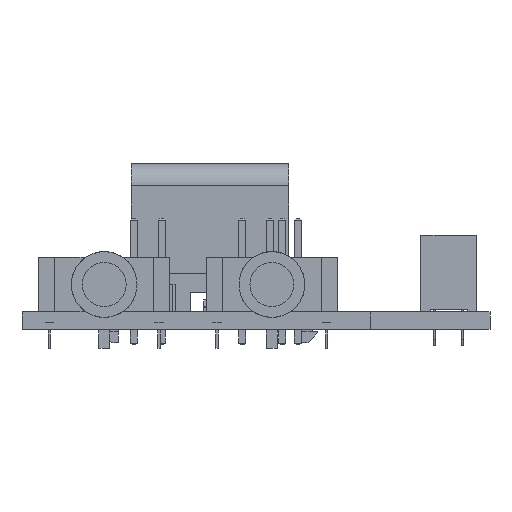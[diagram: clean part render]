
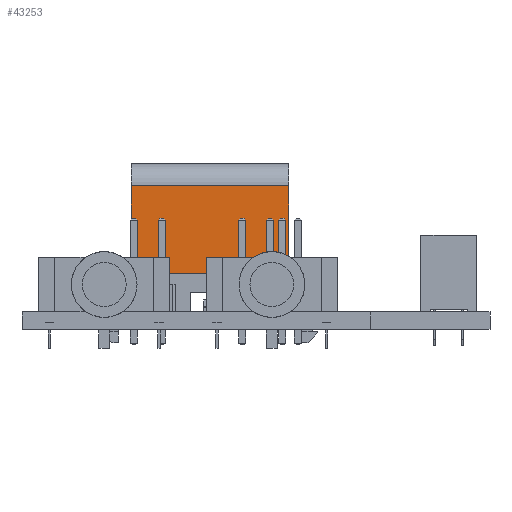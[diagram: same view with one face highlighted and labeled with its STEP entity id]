
A CAD part, front view. The second image highlights one B-rep face of the part: STEP entity #43253.
In plain terms, the highlighted face is planar.
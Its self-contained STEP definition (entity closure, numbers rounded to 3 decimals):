
#42847 = VERTEX_POINT('',#42848);
#42848 = CARTESIAN_POINT('',(-7.15,1.6,3.5));
#42854 = EDGE_CURVE('',#42847,#42855,#42857,.T.);
#42855 = VERTEX_POINT('',#42856);
#42856 = CARTESIAN_POINT('',(-7.15,1.6,11.5));
#42857 = LINE('',#42858,#42859);
#42858 = CARTESIAN_POINT('',(-7.15,1.6,3.5));
#42859 = VECTOR('',#42860,1.);
#42860 = DIRECTION('',(0.,0.,1.));
#42954 = VERTEX_POINT('',#42955);
#42955 = CARTESIAN_POINT('',(7.25,1.6,3.5));
#42961 = EDGE_CURVE('',#42954,#42962,#42964,.T.);
#42962 = VERTEX_POINT('',#42963);
#42963 = CARTESIAN_POINT('',(7.25,1.6,11.5));
#42964 = LINE('',#42965,#42966);
#42965 = CARTESIAN_POINT('',(7.25,1.6,3.5));
#42966 = VECTOR('',#42967,1.);
#42967 = DIRECTION('',(0.,0.,1.));
#43243 = EDGE_CURVE('',#42855,#42962,#43244,.T.);
#43244 = LINE('',#43245,#43246);
#43245 = CARTESIAN_POINT('',(-7.15,1.6,11.5));
#43246 = VECTOR('',#43247,1.);
#43247 = DIRECTION('',(1.,0.,0.));
#43253 = ADVANCED_FACE('',(#43254),#43265,.F.);
#43254 = FACE_BOUND('',#43255,.F.);
#43255 = EDGE_LOOP('',(#43256,#43257,#43263,#43264));
#43256 = ORIENTED_EDGE('',*,*,#42854,.F.);
#43257 = ORIENTED_EDGE('',*,*,#43258,.T.);
#43258 = EDGE_CURVE('',#42847,#42954,#43259,.T.);
#43259 = LINE('',#43260,#43261);
#43260 = CARTESIAN_POINT('',(-7.15,1.6,3.5));
#43261 = VECTOR('',#43262,1.);
#43262 = DIRECTION('',(1.,0.,0.));
#43263 = ORIENTED_EDGE('',*,*,#42961,.T.);
#43264 = ORIENTED_EDGE('',*,*,#43243,.F.);
#43265 = PLANE('',#43266);
#43266 = AXIS2_PLACEMENT_3D('',#43267,#43268,#43269);
#43267 = CARTESIAN_POINT('',(-7.15,1.6,3.5));
#43268 = DIRECTION('',(0.,-1.,0.));
#43269 = DIRECTION('',(0.,0.,1.));
